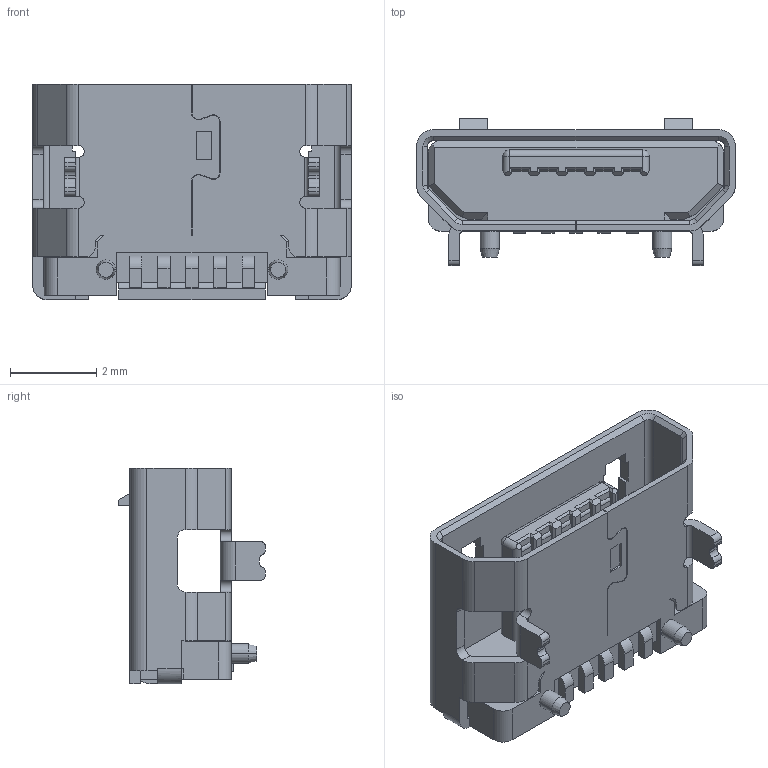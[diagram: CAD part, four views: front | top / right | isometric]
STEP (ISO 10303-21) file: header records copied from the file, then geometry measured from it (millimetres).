
FILE_DESCRIPTION((''),'2;1');
FILE_NAME('FUS478-A-REF_ASM','2025-04-28T',('gongcheng6'),(''),'PRO/ENGINEER BY PARAMETRIC TECHNOLOGY CORPORATION, 2010280','PRO/ENGINEER BY PARAMETRIC TECHNOLOGY CORPORATION, 2010280','');
FILE_SCHEMA(('CONFIG_CONTROL_DESIGN'));
Length unit declared in the file: millimetre
Products named in the file (1): FUS478-A-REF_ASM
Bounding box: 7.4 x 3.41 x 5 mm (x, y, z)
Volume: 38.7 mm3; surface area: 232 mm2
Topology: 1 solids, 1 shells, 505 faces, 1409 edges, 912 vertices
Faces by surface type: plane 384, cylinder 109, cone 10, sphere 2
Entity records: 16092 total; most frequent: CARTESIAN_POINT 2933, ORIENTED_EDGE 2818, DIRECTION 2621, EDGE_CURVE 1409, VECTOR 1155, LINE 1155, VERTEX_POINT 912, AXIS2_PLACEMENT_3D 733
